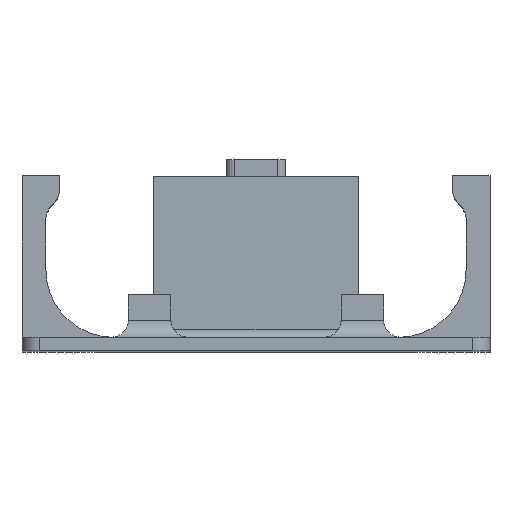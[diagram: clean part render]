
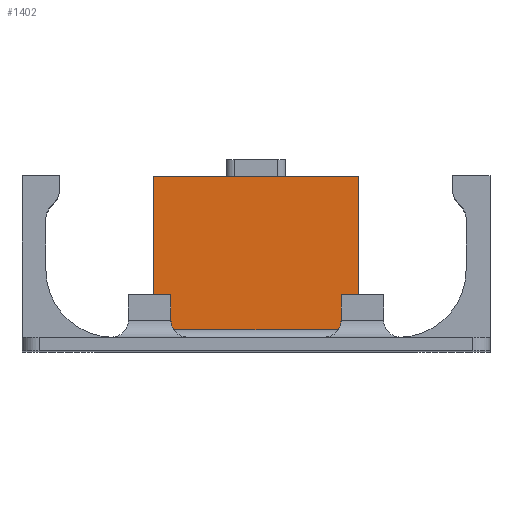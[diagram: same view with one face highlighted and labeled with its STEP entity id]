
A CAD part, top view. The second image highlights one B-rep face of the part: STEP entity #1402.
In plain terms, the highlighted planar face has unit normal (0, 0, 1).
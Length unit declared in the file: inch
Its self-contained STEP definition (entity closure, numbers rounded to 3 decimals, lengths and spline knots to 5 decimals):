
#77 = ORIENTED_EDGE ( 'NONE', *, *, #2172, .T. ) ;
#172 = ORIENTED_EDGE ( 'NONE', *, *, #220, .T. ) ;
#220 = EDGE_CURVE ( 'NONE', #2743, #1836, #2594, .T. ) ;
#222 = CARTESIAN_POINT ( 'NONE',  ( 0.65, -1.12649, -4.43171 ) ) ;
#476 = EDGE_LOOP ( 'NONE', ( #2231, #2320, #77, #172 ) ) ;
#485 = VERTEX_POINT ( 'NONE', #2844 ) ;
#711 = FACE_OUTER_BOUND ( 'NONE', #476, .T. ) ;
#725 = VECTOR ( 'NONE', #2075, 39.37008 ) ;
#743 = VERTEX_POINT ( 'NONE', #2807 ) ;
#1139 = EDGE_CURVE ( 'NONE', #485, #743, #1886, .T. ) ;
#1148 = DIRECTION ( 'NONE',  ( -1., 0., 0. ) ) ;
#1271 = DIRECTION ( 'NONE',  ( 0., 1., 0. ) ) ;
#1316 = CARTESIAN_POINT ( 'NONE',  ( 1.85, -1.12649, -4.43171 ) ) ;
#1402 = ADVANCED_FACE ( 'NONE', ( #711 ), #2273, .F. ) ;
#1404 = DIRECTION ( 'NONE',  ( 0., 1., 0. ) ) ;
#1411 = EDGE_CURVE ( 'NONE', #485, #1836, #2305, .T. ) ;
#1415 = CARTESIAN_POINT ( 'NONE',  ( 1.85, 0.13, -4.43171 ) ) ;
#1566 = VECTOR ( 'NONE', #1271, 39.37008 ) ;
#1610 = CARTESIAN_POINT ( 'NONE',  ( 0.65, 1.03, -4.43171 ) ) ;
#1645 = CARTESIAN_POINT ( 'NONE',  ( 1.85, -1.12649, -4.43171 ) ) ;
#1750 = VECTOR ( 'NONE', #2736, 39.37008 ) ;
#1836 = VERTEX_POINT ( 'NONE', #1610 ) ;
#1886 = LINE ( 'NONE', #1415, #1750 ) ;
#1927 = AXIS2_PLACEMENT_3D ( 'NONE', #1316, #2482, #1148 ) ;
#2015 = CARTESIAN_POINT ( 'NONE',  ( 1.85, 1.03, -4.43171 ) ) ;
#2075 = DIRECTION ( 'NONE',  ( -1., 0., 0. ) ) ;
#2172 = EDGE_CURVE ( 'NONE', #743, #2743, #2691, .T. ) ;
#2231 = ORIENTED_EDGE ( 'NONE', *, *, #1411, .F. ) ;
#2273 = PLANE ( 'NONE',  #1927 ) ;
#2305 = LINE ( 'NONE', #222, #1566 ) ;
#2320 = ORIENTED_EDGE ( 'NONE', *, *, #1139, .T. ) ;
#2482 = DIRECTION ( 'NONE',  ( 0., 0., -1. ) ) ;
#2594 = LINE ( 'NONE', #2015, #725 ) ;
#2612 = VECTOR ( 'NONE', #1404, 39.37008 ) ;
#2633 = CARTESIAN_POINT ( 'NONE',  ( 1.85, 1.03, -4.43171 ) ) ;
#2691 = LINE ( 'NONE', #1645, #2612 ) ;
#2736 = DIRECTION ( 'NONE',  ( 1., 0., 0. ) ) ;
#2743 = VERTEX_POINT ( 'NONE', #2633 ) ;
#2807 = CARTESIAN_POINT ( 'NONE',  ( 1.85, 0.13, -4.43171 ) ) ;
#2844 = CARTESIAN_POINT ( 'NONE',  ( 0.65, 0.13, -4.43171 ) ) ;
